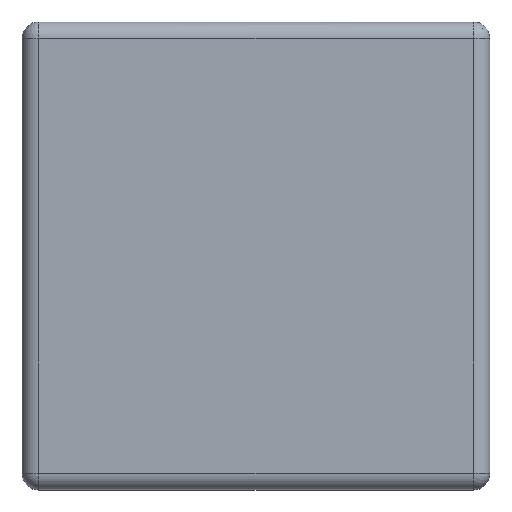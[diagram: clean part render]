
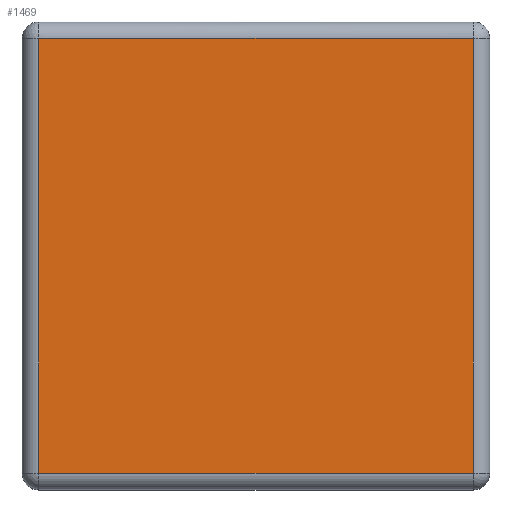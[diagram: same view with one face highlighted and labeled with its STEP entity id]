
A CAD part, top view. The second image highlights one B-rep face of the part: STEP entity #1469.
In plain terms, the highlighted planar face has unit normal (0, 0, 1).
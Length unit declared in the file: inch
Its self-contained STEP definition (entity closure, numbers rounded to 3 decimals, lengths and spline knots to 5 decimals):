
#1132=CARTESIAN_POINT('',(0.14646,0.14646,0.15748));
#1133=VERTEX_POINT('',#1132);
#1141=CARTESIAN_POINT('',(0.14646,-0.14646,0.15748));
#1142=VERTEX_POINT('',#1141);
#1143=CARTESIAN_POINT('',(0.14646,0.14646,0.15748));
#1144=DIRECTION('',(0.0,-1.0,0.0));
#1145=VECTOR('',#1144,0.29291);
#1146=LINE('',#1143,#1145);
#1147=EDGE_CURVE('',#1133,#1142,#1146,.T.);
#1181=CARTESIAN_POINT('',(-0.14646,-0.14646,0.15748));
#1182=VERTEX_POINT('',#1181);
#1183=CARTESIAN_POINT('',(0.14646,-0.14646,0.15748));
#1184=DIRECTION('',(-1.0,0.0,0.0));
#1185=VECTOR('',#1184,0.29291);
#1186=LINE('',#1183,#1185);
#1187=EDGE_CURVE('',#1142,#1182,#1186,.T.);
#1221=CARTESIAN_POINT('',(-0.14646,0.14646,0.15748));
#1222=VERTEX_POINT('',#1221);
#1223=CARTESIAN_POINT('',(-0.14646,-0.14646,0.15748));
#1224=DIRECTION('',(0.0,1.0,0.0));
#1225=VECTOR('',#1224,0.29291);
#1226=LINE('',#1223,#1225);
#1227=EDGE_CURVE('',#1182,#1222,#1226,.T.);
#1278=CARTESIAN_POINT('',(-0.14646,0.14646,0.15748));
#1279=DIRECTION('',(1.0,0.0,0.0));
#1280=VECTOR('',#1279,0.29291);
#1281=LINE('',#1278,#1280);
#1282=EDGE_CURVE('',#1222,#1133,#1281,.T.);
#1458=CARTESIAN_POINT('',(-0.1611,-0.1611,0.15748));
#1459=DIRECTION('',(0.0,0.0,1.0));
#1460=DIRECTION('',(1.0,0.0,0.0));
#1461=AXIS2_PLACEMENT_3D('',#1458,#1459,#1460);
#1462=PLANE('',#1461);
#1463=ORIENTED_EDGE('',*,*,#1147,.F.);
#1464=ORIENTED_EDGE('',*,*,#1282,.F.);
#1465=ORIENTED_EDGE('',*,*,#1227,.F.);
#1466=ORIENTED_EDGE('',*,*,#1187,.F.);
#1467=EDGE_LOOP('',(#1463,#1464,#1465,#1466));
#1468=FACE_OUTER_BOUND('',#1467,.T.);
#1469=ADVANCED_FACE('',(#1468),#1462,.T.);
